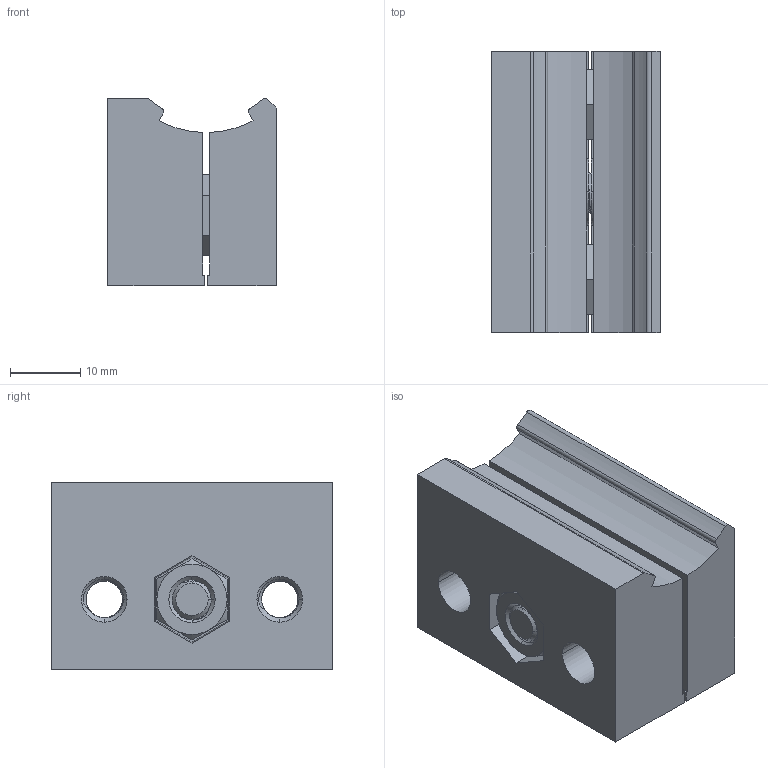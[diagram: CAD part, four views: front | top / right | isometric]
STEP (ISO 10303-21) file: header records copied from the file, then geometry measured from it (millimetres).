
FILE_DESCRIPTION (( 'STEP AP214' ), '1' );
FILE_NAME ('B385 Àäàïòåð ê òðóáíîìó ïðîôèëþ äëÿ êðåïëåíèÿ ýëåìåíòîâ.STEP', '2024-01-23T06:54:32', ( '' ), ( '' ), 'SwSTEP 2.0', 'SolidWorks 2022', '' );
FILE_SCHEMA (( 'AUTOMOTIVE_DESIGN' ));
Length unit declared in the file: millimetre
Products named in the file (1): B385 Адаптер к трубному профилю для крепления элементов
Bounding box: 24 x 40 x 26.66 mm (x, y, z)
Volume: 18676.7 mm3; surface area: 11788.1 mm2
Topology: 6 solids, 6 shells, 301 faces, 787 edges, 510 vertices
Faces by surface type: plane 112, cylinder 98, cone 63, bspline 28
Entity records: 19833 total; most frequent: CARTESIAN_POINT 9571, ORIENTED_EDGE 1574, DIRECTION 1166, EDGE_CURVE 787, VERTEX_POINT 510, AXIS2_PLACEMENT_3D 406, LINE 354, VECTOR 354
